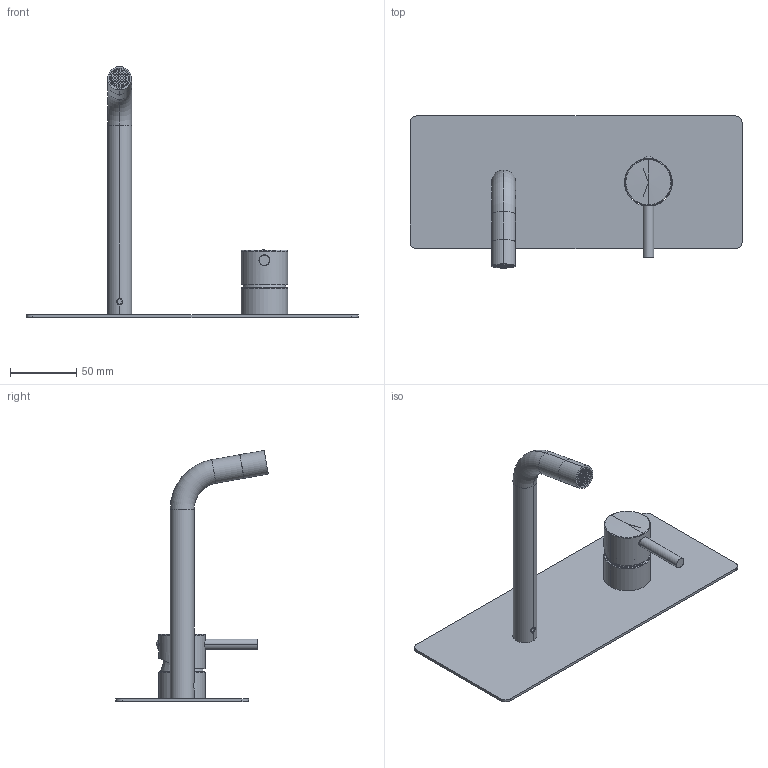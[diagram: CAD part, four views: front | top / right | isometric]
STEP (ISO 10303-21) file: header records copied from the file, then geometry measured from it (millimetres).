
FILE_DESCRIPTION((''),'2;1');
FILE_NAME('LIG105CR','2021-06-10T10:14:26',('ut3'),('PAFFONI SpA'),'CREO PARAMETRIC BY PTC INC, 2020044','CREO PARAMETRIC BY PTC INC, 2020044','');
FILE_SCHEMA(('CONFIG_CONTROL_DESIGN','SHAPE_APPEARANCE_LAYERS_GROUPS'));
Length unit declared in the file: millimetre
Products named in the file (1): LIG105CR
Bounding box: 250 x 114.88 x 189.09 mm (x, y, z)
Volume: 112237 mm3; surface area: 95019.8 mm2
Topology: 3 solids, 3 shells, 869 faces, 2367 edges, 1431 vertices
Faces by surface type: cylinder 457, plane 201, sphere 70, torus 67, cone 46, bspline 28
Entity records: 42878 total; most frequent: CARTESIAN_POINT 14836, ORIENTED_EDGE 4596, DIRECTION 4573, EDGE_CURVE 2298, AXIS2_PLACEMENT_3D 1854, VERTEX_POINT 1431, EDGE_LOOP 1121, CIRCLE 1013
